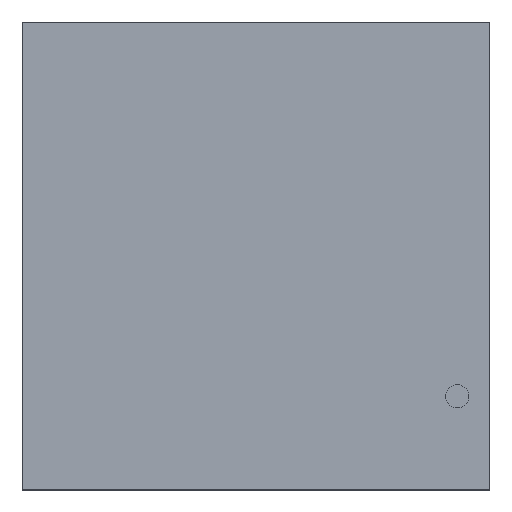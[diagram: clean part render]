
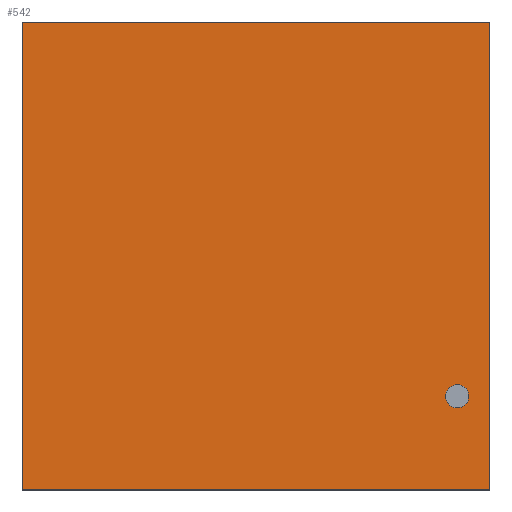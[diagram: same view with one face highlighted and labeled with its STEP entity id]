
A CAD part, top view. The second image highlights one B-rep face of the part: STEP entity #542.
In plain terms, the highlighted planar face has unit normal (0, 0, 1).
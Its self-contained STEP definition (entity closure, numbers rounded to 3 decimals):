
#24 = VERTEX_POINT('',#25);
#25 = CARTESIAN_POINT('',(-1.,1.,0.6));
#31 = EDGE_CURVE('',#24,#32,#34,.T.);
#32 = VERTEX_POINT('',#33);
#33 = CARTESIAN_POINT('',(1.,1.,0.6));
#34 = LINE('',#35,#36);
#35 = CARTESIAN_POINT('',(-1.,1.,0.6));
#36 = VECTOR('',#37,1.);
#37 = DIRECTION('',(1.,0.,0.));
#64 = VERTEX_POINT('',#65);
#65 = CARTESIAN_POINT('',(-1.,-1.,0.6));
#71 = EDGE_CURVE('',#64,#24,#72,.T.);
#72 = LINE('',#73,#74);
#73 = CARTESIAN_POINT('',(-1.,-1.,0.6));
#74 = VECTOR('',#75,1.);
#75 = DIRECTION('',(0.,1.,0.));
#189 = EDGE_CURVE('',#32,#190,#192,.T.);
#190 = VERTEX_POINT('',#191);
#191 = CARTESIAN_POINT('',(1.,-1.,0.6));
#192 = LINE('',#193,#194);
#193 = CARTESIAN_POINT('',(1.,1.,0.6));
#194 = VECTOR('',#195,1.);
#195 = DIRECTION('',(0.,-1.,0.));
#542 = ADVANCED_FACE('',(#543,#554),#565,.F.);
#543 = FACE_BOUND('',#544,.F.);
#544 = EDGE_LOOP('',(#545,#546,#547,#553));
#545 = ORIENTED_EDGE('',*,*,#31,.T.);
#546 = ORIENTED_EDGE('',*,*,#189,.T.);
#547 = ORIENTED_EDGE('',*,*,#548,.T.);
#548 = EDGE_CURVE('',#190,#64,#549,.T.);
#549 = LINE('',#550,#551);
#550 = CARTESIAN_POINT('',(1.,-1.,0.6));
#551 = VECTOR('',#552,1.);
#552 = DIRECTION('',(-1.,0.,0.));
#553 = ORIENTED_EDGE('',*,*,#71,.T.);
#554 = FACE_BOUND('',#555,.F.);
#555 = EDGE_LOOP('',(#556));
#556 = ORIENTED_EDGE('',*,*,#557,.T.);
#557 = EDGE_CURVE('',#558,#558,#560,.T.);
#558 = VERTEX_POINT('',#559);
#559 = CARTESIAN_POINT('',(0.91,-0.6,0.6));
#560 = CIRCLE('',#561,0.05);
#561 = AXIS2_PLACEMENT_3D('',#562,#563,#564);
#562 = CARTESIAN_POINT('',(0.86,-0.6,0.6));
#563 = DIRECTION('',(0.,0.,1.));
#564 = DIRECTION('',(1.,0.,0.));
#565 = PLANE('',#566);
#566 = AXIS2_PLACEMENT_3D('',#567,#568,#569);
#567 = CARTESIAN_POINT('',(0.,0.,0.6));
#568 = DIRECTION('',(-0.,-0.,-1.));
#569 = DIRECTION('',(-1.,0.,0.));
